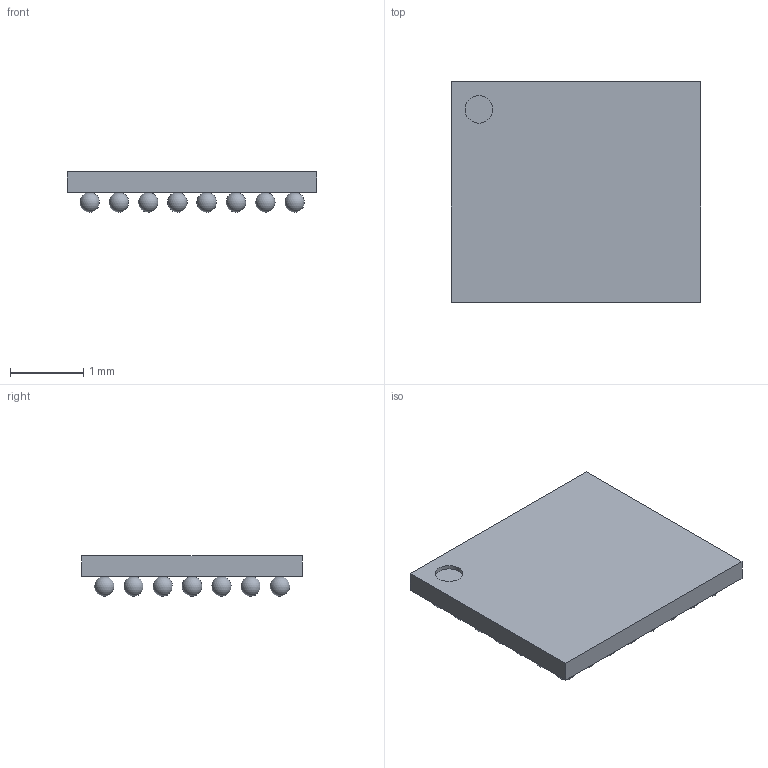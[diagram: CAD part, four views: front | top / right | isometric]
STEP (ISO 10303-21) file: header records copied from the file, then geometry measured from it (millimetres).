
FILE_DESCRIPTION(('FreeCAD Model'),'2;1');
FILE_NAME('1316745.1.1.stp','2020-04-10T03:30:52',( 'Author'),(''),'Open CASCADE STEP processor 6.9','FreeCAD','Unknown' );
FILE_SCHEMA(('AUTOMOTIVE_DESIGN { 1 0 10303 214 1 1 1 1 }'));
Length unit declared in the file: millimetre
Products named in the file (55): ASSEMBLY; A1; A2; A3; A4; A5; A6; A7; A8; B1; B2; B4; B5; B6; B7; B8; C1; C2; C3; C6; C7; C8; D1; D2; D3; D4; D5; D6; D7; D8; E1; E2; E3; E4; E5; E6; E7; E8; F1; F2 ...
Assembly tree (54 placements, depth 2):
  ASSEMBLY
    A1
    A2
    A3
    A4
    A5
    A6
    A7
    A8
    B1
    B2
    B4
    B5
    B6
    B7
    B8
    C1
    C2
    C3
    C6
    C7
    C8
    D1
    D2
    D3
    D4
    D5
    D6
    D7
    D8
    E1
    E2
    E3
    E4
    E5
    E6
    E7
    E8
    F1
    F2
    F3
    F4
    F5
    F6
    F7
    F8
    G1
    G2
    G3
    G4
    G5
    G6
    G7
    G8
    Body
Bounding box: 3.41 x 3.01 x 0.55 mm (x, y, z)
Volume: 3.4 mm3; surface area: 36.3 mm2
Topology: 54 solids, 54 shells, 61 faces, 174 edges, 116 vertices
Faces by surface type: sphere 53, plane 7, cylinder 1
Full cylindrical faces by diameter (mm): 0.376 x1
Entity records: 2556 total; most frequent: DIRECTION 279, CARTESIAN_POINT 224, AXIS2_PLACEMENT_3D 118, PRODUCT_DEFINITION_SHAPE 109, VERTEX_POINT 63, FACE_BOUND 62, ADVANCED_FACE 61, SHAPE_DEFINITION_REPRESENTATION 55
